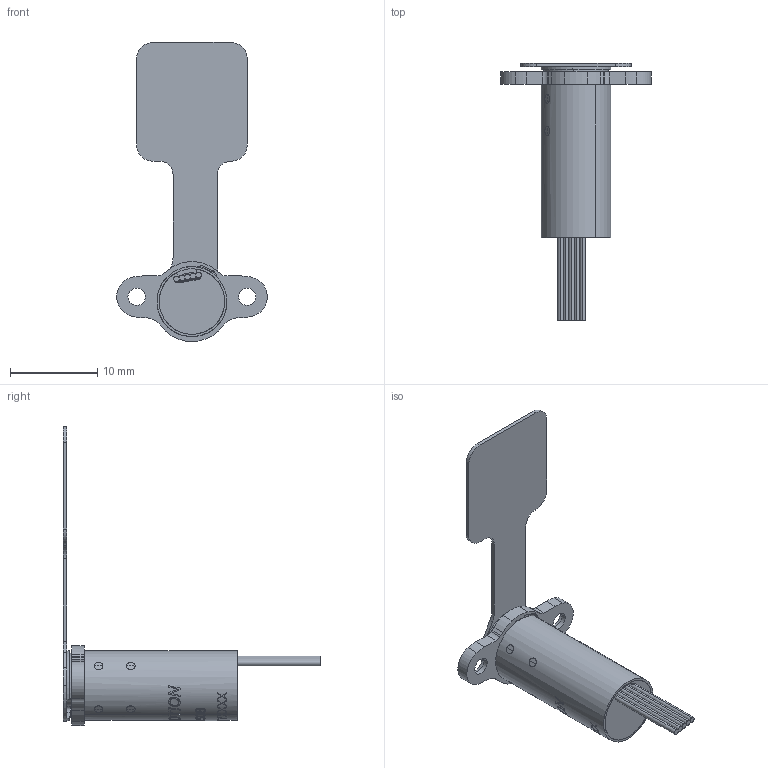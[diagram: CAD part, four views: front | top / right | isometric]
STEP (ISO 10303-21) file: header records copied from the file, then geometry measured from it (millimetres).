
FILE_DESCRIPTION (( 'STEP AP214' ), '1' );
FILE_NAME ('Assem1.STEP', '2013-08-04T07:32:33', ( 'user' ), ( '' ), 'SwSTEP 2.0', 'SolidWorks 2012', '' );
FILE_SCHEMA (( 'AUTOMOTIVE_DESIGN' ));
Length unit declared in the file: millimetre
Products named in the file (2): RS080400AA-01; Assem1
Assembly tree (1 placements, depth 2):
  Assem1
    RS080400AA-01
Bounding box: 17.22 x 29.47 x 34.23 mm (x, y, z)
Volume: 499 mm3; surface area: 2509.4 mm2
Topology: 16 solids, 16 shells, 953 faces, 2506 edges, 1637 vertices
Faces by surface type: cylinder 332, bspline 272, plane 256, torus 44, cone 37, sphere 12
Entity records: 51341 total; most frequent: CARTESIAN_POINT 19185, ORIENTED_EDGE 5008, DIRECTION 3651, EDGE_CURVE 2504, VERTEX_POINT 1637, AXIS2_PLACEMENT_3D 1488, EDGE_LOOP 1049, B_SPLINE_CURVE_WITH_KNOTS 977
